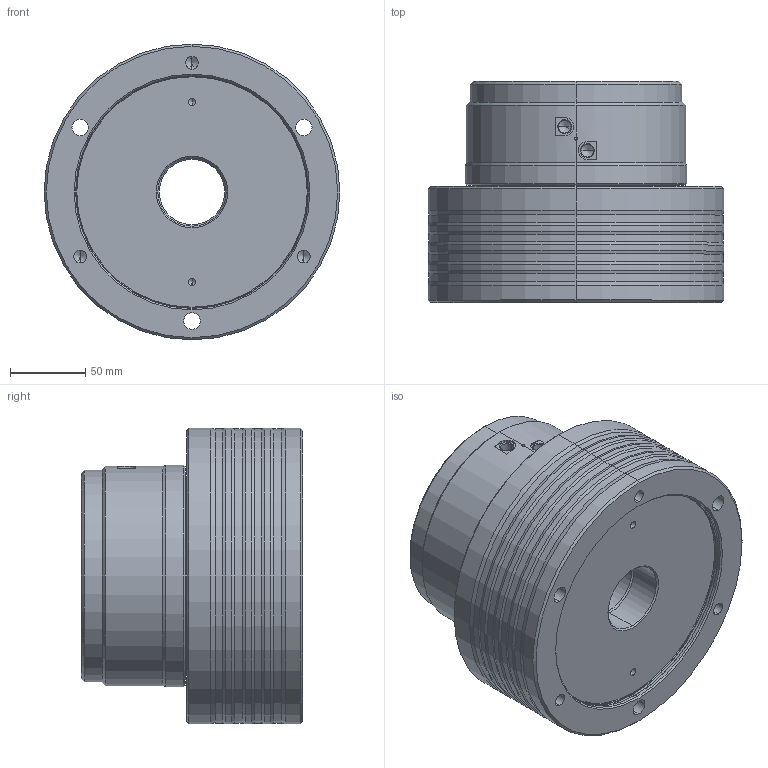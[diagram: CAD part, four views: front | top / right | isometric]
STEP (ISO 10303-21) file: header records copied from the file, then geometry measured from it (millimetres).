
FILE_DESCRIPTION (( 'STEP AP214' ), '1' );
FILE_NAME ('JAP207-42BZI.STEP', '2020-03-23T06:46:41', ( 'COSH' ), ( '' ), 'SwSTEP 2.0', 'SolidWorks 2016', '' );
FILE_SCHEMA (( 'AUTOMOTIVE_DESIGN' ));
Length unit declared in the file: millimetre
Products named in the file (1): JAP207-42BZI
Bounding box: 197 x 147.2 x 197 mm (x, y, z)
Volume: 3029526.7 mm3; surface area: 228206 mm2
Topology: 1 solids, 1 shells, 196 faces, 435 edges, 247 vertices
Faces by surface type: cylinder 85, cone 84, plane 25, torus 2
Entity records: 7651 total; most frequent: CARTESIAN_POINT 1082, DIRECTION 1009, ORIENTED_EDGE 834, EDGE_CURVE 417, AXIS2_PLACEMENT_3D 414, VERTEX_POINT 247, EDGE_LOOP 232, CIRCLE 217
